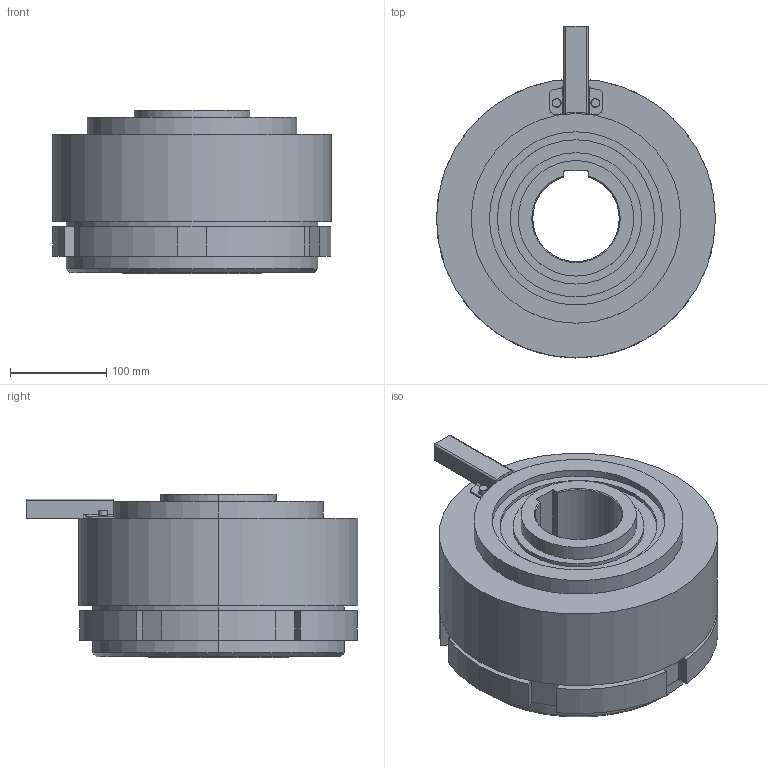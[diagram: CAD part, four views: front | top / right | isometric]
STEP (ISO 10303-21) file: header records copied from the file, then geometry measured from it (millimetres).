
FILE_DESCRIPTION (( 'STEP AP203' ), '1' );
FILE_NAME ('MDC 160_23632300_乾式多板電磁クラッチ組立.STEP', '2016-03-28T04:23:20', ( ' ' ), ( '' ), 'SwSTEP 2.0', 'SolidWorks 2009', '' );
FILE_SCHEMA (( 'CONFIG_CONTROL_DESIGN' ));
Length unit declared in the file: millimetre
Products named in the file (1): MDC 160_23632300_乾式多板電磁クラッチ組立
Bounding box: 290 x 345 x 170 mm (x, y, z)
Volume: 8536564.7 mm3; surface area: 529162.4 mm2
Topology: 2 solids, 5 shells, 199 faces, 470 edges, 310 vertices
Faces by surface type: cylinder 112, plane 75, cone 10, torus 2
Entity records: 6019 total; most frequent: CARTESIAN_POINT 1126, DIRECTION 1088, ORIENTED_EDGE 940, EDGE_CURVE 470, AXIS2_PLACEMENT_3D 432, VERTEX_POINT 310, EDGE_LOOP 236, CIRCLE 232
